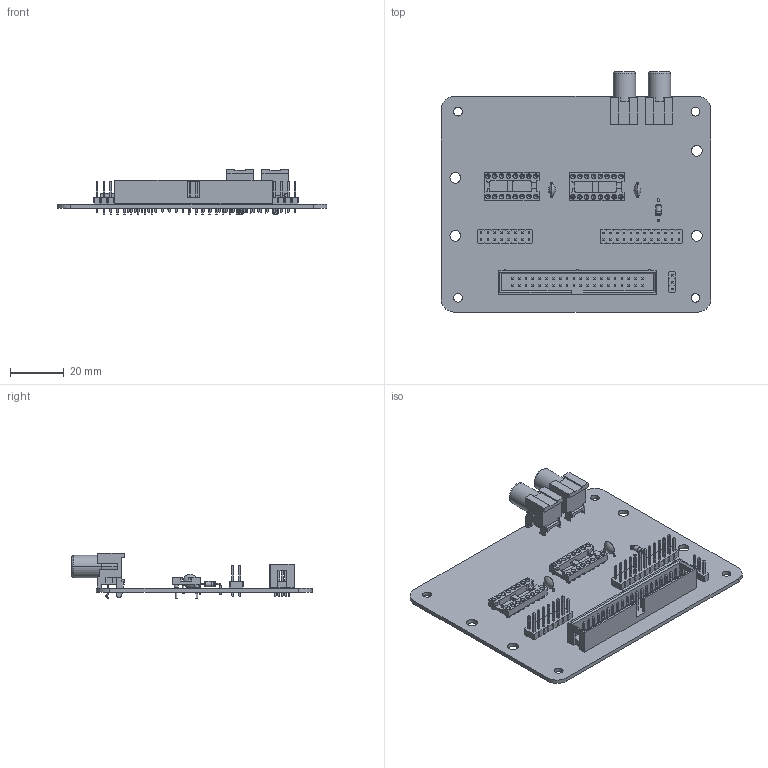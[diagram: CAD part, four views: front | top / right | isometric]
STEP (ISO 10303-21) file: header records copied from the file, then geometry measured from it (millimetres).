
FILE_DESCRIPTION(('KiCad electronic assembly'),'2;1');
FILE_NAME('VERA Helper.step','2025-11-04T21:45:51',('Pcbnew'),('Kicad'), 'Open CASCADE STEP processor 7.8','KiCad to STEP converter','Unknown' );
FILE_SCHEMA(('AUTOMOTIVE_DESIGN { 1 0 10303 214 1 1 1 1 }'));
Length unit declared in the file: millimetre
Products named in the file (13): VERA Helper 1; PinHeader_1x03_P2.54mm_Vertical; DIP-16_W7.62mm_Socket; PinHeader_2x12_P2.54mm_Vertical; C_Disc_D5.0mm_W2.5mm_P5.00mm; PJRAN1X1U02X; PJRAN1X1U04X-edit; 61204021621; 6120xx21621_PIN; PinHeader_2x08_P2.54mm_Vertical; D_DO-35_SOD27_P7.62mm_Horizontal; VERA Helper_PCB
Assembly tree (54 placements, depth 3):
  VERA Helper 1
    PinHeader_1x03_P2.54mm_Vertical
    DIP-16_W7.62mm_Socket  x2
    PinHeader_2x12_P2.54mm_Vertical
    C_Disc_D5.0mm_W2.5mm_P5.00mm  x2
    PJRAN1X1U02X  x2
      PJRAN1X1U04X-edit
    61204021621
      6120xx21621_PIN  x40
      61204021621
    PinHeader_2x08_P2.54mm_Vertical
    D_DO-35_SOD27_P7.62mm_Horizontal
    VERA Helper_PCB
Bounding box: 100 x 89.08 x 17.02 mm (x, y, z)
Volume: 18437.3 mm3; surface area: 28448.6 mm2
Topology: 63 solids, 63 shells, 2748 faces, 6182 edges, 3804 vertices
Faces by surface type: plane 2260, cylinder 372, cone 100, torus 8, revolution 4, sphere 4
Full cylindrical faces by diameter (mm): 0.5 x11, 0.508 x64, 0.8 x38, 0.85 x6, 1 x83, 1.524 x32, 1.724 x32, 2 x2, 2.02 x1, 3.2 x4, 4 x4
Entity records: 64044 total; most frequent: CARTESIAN_POINT 9170, DIRECTION 8748, ORIENTED_EDGE 8694, EDGE_CURVE 4347, LINE 3710, VECTOR 3710, VERTEX_POINT 2706, AXIS2_PLACEMENT_3D 2518
